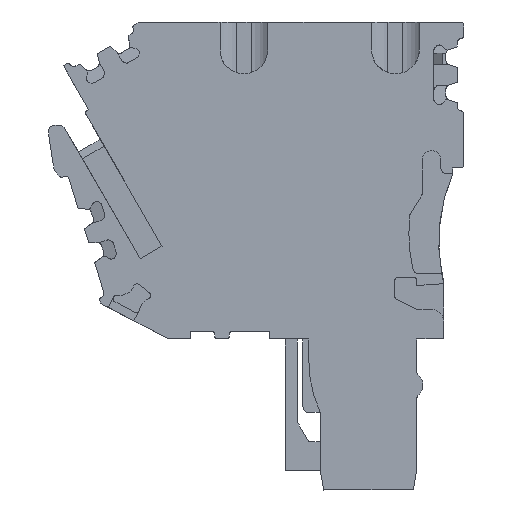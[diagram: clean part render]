
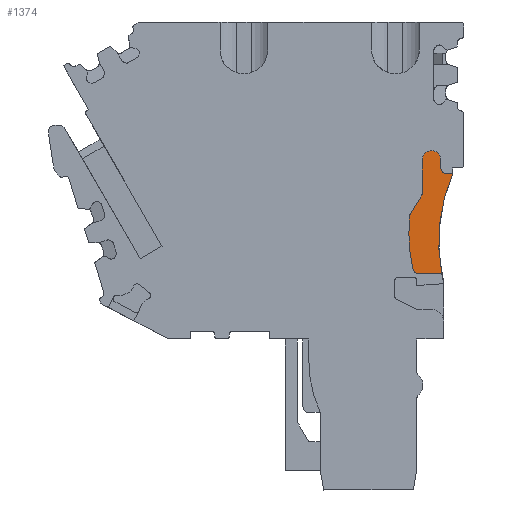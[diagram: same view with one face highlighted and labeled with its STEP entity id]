
A CAD part, left-side view. The second image highlights one B-rep face of the part: STEP entity #1374.
In plain terms, the highlighted planar face has unit normal (-1, 0, 0).
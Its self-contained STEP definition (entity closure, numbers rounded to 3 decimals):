
#1274=AXIS2_PLACEMENT_3D('Plane Axis2P3D',#1271,#1272,#1273) ;
#1287=AXIS2_PLACEMENT_3D('Circle Axis2P3D',#1285,#1286,$) ;
#1301=AXIS2_PLACEMENT_3D('Circle Axis2P3D',#1299,#1300,$) ;
#1315=AXIS2_PLACEMENT_3D('Circle Axis2P3D',#1313,#1314,$) ;
#1322=AXIS2_PLACEMENT_3D('Circle Axis2P3D',#1320,#1321,$) ;
#1329=AXIS2_PLACEMENT_3D('Circle Axis2P3D',#1327,#1328,$) ;
#1343=AXIS2_PLACEMENT_3D('Circle Axis2P3D',#1341,#1342,$) ;
#1357=AXIS2_PLACEMENT_3D('Circle Axis2P3D',#1355,#1356,$) ;
#1271=CARTESIAN_POINT('Axis2P3D Location',(4.6,8.45,-0.25)) ;
#1276=CARTESIAN_POINT('Line Origine',(4.6,2.,28.4)) ;
#1280=CARTESIAN_POINT('Vertex',(4.6,2.,28.05)) ;
#1282=CARTESIAN_POINT('Vertex',(4.6,2.,28.75)) ;
#1285=CARTESIAN_POINT('Axis2P3D Location',(4.6,2.8,28.75)) ;
#1289=CARTESIAN_POINT('Vertex',(4.6,3.6,28.75)) ;
#1292=CARTESIAN_POINT('Line Origine',(4.6,3.6,27.286)) ;
#1296=CARTESIAN_POINT('Vertex',(4.6,3.6,25.822)) ;
#1299=CARTESIAN_POINT('Axis2P3D Location',(4.6,3.85,25.822)) ;
#1303=CARTESIAN_POINT('Vertex',(4.6,3.638,25.689)) ;
#1306=CARTESIAN_POINT('Line Origine',(4.6,4.138,24.889)) ;
#1310=CARTESIAN_POINT('Vertex',(4.6,4.638,24.089)) ;
#1313=CARTESIAN_POINT('Axis2P3D Location',(4.6,4.214,23.824)) ;
#1317=CARTESIAN_POINT('Vertex',(4.6,4.712,23.872)) ;
#1320=CARTESIAN_POINT('Axis2P3D Location',(4.6,-10.219,22.431)) ;
#1324=CARTESIAN_POINT('Vertex',(4.6,4.439,19.244)) ;
#1327=CARTESIAN_POINT('Axis2P3D Location',(4.6,3.95,19.35)) ;
#1331=CARTESIAN_POINT('Vertex',(4.6,3.95,18.85)) ;
#1334=CARTESIAN_POINT('Line Origine',(4.6,2.936,18.85)) ;
#1338=CARTESIAN_POINT('Vertex',(4.6,1.922,18.85)) ;
#1341=CARTESIAN_POINT('Axis2P3D Location',(4.6,-12.822,21.607)) ;
#1345=CARTESIAN_POINT('Vertex',(4.6,0.95,27.55)) ;
#1348=CARTESIAN_POINT('Line Origine',(4.6,1.225,27.55)) ;
#1352=CARTESIAN_POINT('Vertex',(4.6,1.5,27.55)) ;
#1355=CARTESIAN_POINT('Axis2P3D Location',(4.6,1.5,28.05)) ;
#1272=DIRECTION('Axis2P3D Direction',(-1.,0.,0.)) ;
#1273=DIRECTION('Axis2P3D XDirection',(0.,-1.,0.)) ;
#1277=DIRECTION('Vector Direction',(0.,0.,1.)) ;
#1286=DIRECTION('Axis2P3D Direction',(-1.,0.,0.)) ;
#1293=DIRECTION('Vector Direction',(0.,0.,-1.)) ;
#1300=DIRECTION('Axis2P3D Direction',(-1.,0.,0.)) ;
#1307=DIRECTION('Vector Direction',(0.,0.53,-0.848)) ;
#1314=DIRECTION('Axis2P3D Direction',(-1.,0.,0.)) ;
#1321=DIRECTION('Axis2P3D Direction',(-1.,0.,0.)) ;
#1328=DIRECTION('Axis2P3D Direction',(-1.,0.,0.)) ;
#1335=DIRECTION('Vector Direction',(0.,-1.,0.)) ;
#1342=DIRECTION('Axis2P3D Direction',(-1.,0.,0.)) ;
#1349=DIRECTION('Vector Direction',(0.,1.,0.)) ;
#1356=DIRECTION('Axis2P3D Direction',(-1.,0.,0.)) ;
#1278=VECTOR('Line Direction',#1277,1.) ;
#1294=VECTOR('Line Direction',#1293,1.) ;
#1308=VECTOR('Line Direction',#1307,1.) ;
#1336=VECTOR('Line Direction',#1335,1.) ;
#1350=VECTOR('Line Direction',#1349,1.) ;
#1361=ORIENTED_EDGE('',*,*,#1284,.T.) ;
#1362=ORIENTED_EDGE('',*,*,#1291,.T.) ;
#1363=ORIENTED_EDGE('',*,*,#1298,.T.) ;
#1364=ORIENTED_EDGE('',*,*,#1305,.T.) ;
#1365=ORIENTED_EDGE('',*,*,#1312,.T.) ;
#1366=ORIENTED_EDGE('',*,*,#1319,.T.) ;
#1367=ORIENTED_EDGE('',*,*,#1326,.T.) ;
#1368=ORIENTED_EDGE('',*,*,#1333,.T.) ;
#1369=ORIENTED_EDGE('',*,*,#1340,.T.) ;
#1370=ORIENTED_EDGE('',*,*,#1347,.F.) ;
#1371=ORIENTED_EDGE('',*,*,#1354,.T.) ;
#1372=ORIENTED_EDGE('',*,*,#1359,.T.) ;
#1374=ADVANCED_FACE('STGH ZP2.5/2AN/QV (Startscheibe WeiCos 2.5).1\\Ergebnis von  Ergebnis von  K\X2\00F6\X0\rper.30 Grundkoerper 2AN QV WeiCos 2.5mm\X2\00B2\X0\',(#1373),#1275,.T.) ;
#1288=CIRCLE('generated circle',#1287,0.8) ;
#1302=CIRCLE('generated circle',#1301,0.25) ;
#1316=CIRCLE('generated circle',#1315,0.5) ;
#1323=CIRCLE('generated circle',#1322,15.) ;
#1330=CIRCLE('generated circle',#1329,0.5) ;
#1344=CIRCLE('generated circle',#1343,15.) ;
#1358=CIRCLE('generated circle',#1357,0.5) ;
#1284=EDGE_CURVE('',#1281,#1283,#1279,.T.) ;
#1291=EDGE_CURVE('',#1283,#1290,#1288,.T.) ;
#1298=EDGE_CURVE('',#1290,#1297,#1295,.T.) ;
#1305=EDGE_CURVE('',#1297,#1304,#1302,.F.) ;
#1312=EDGE_CURVE('',#1304,#1311,#1309,.T.) ;
#1319=EDGE_CURVE('',#1311,#1318,#1316,.T.) ;
#1326=EDGE_CURVE('',#1318,#1325,#1323,.T.) ;
#1333=EDGE_CURVE('',#1325,#1332,#1330,.T.) ;
#1340=EDGE_CURVE('',#1332,#1339,#1337,.T.) ;
#1347=EDGE_CURVE('',#1346,#1339,#1344,.T.) ;
#1354=EDGE_CURVE('',#1346,#1353,#1351,.T.) ;
#1359=EDGE_CURVE('',#1353,#1281,#1358,.F.) ;
#1360=EDGE_LOOP('',(#1361,#1362,#1363,#1364,#1365,#1366,#1367,#1368,#1369,#1370,#1371,#1372)) ;
#1373=FACE_OUTER_BOUND('',#1360,.T.) ;
#1279=LINE('Line',#1276,#1278) ;
#1295=LINE('Line',#1292,#1294) ;
#1309=LINE('Line',#1306,#1308) ;
#1337=LINE('Line',#1334,#1336) ;
#1351=LINE('Line',#1348,#1350) ;
#1275=PLANE('',#1274) ;
#1281=VERTEX_POINT('',#1280) ;
#1283=VERTEX_POINT('',#1282) ;
#1290=VERTEX_POINT('',#1289) ;
#1297=VERTEX_POINT('',#1296) ;
#1304=VERTEX_POINT('',#1303) ;
#1311=VERTEX_POINT('',#1310) ;
#1318=VERTEX_POINT('',#1317) ;
#1325=VERTEX_POINT('',#1324) ;
#1332=VERTEX_POINT('',#1331) ;
#1339=VERTEX_POINT('',#1338) ;
#1346=VERTEX_POINT('',#1345) ;
#1353=VERTEX_POINT('',#1352) ;
